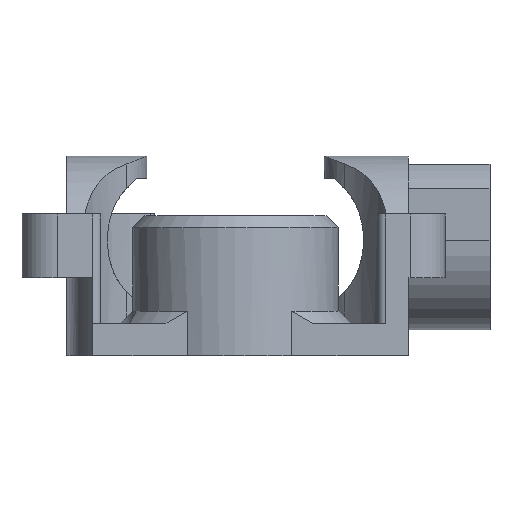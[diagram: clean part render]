
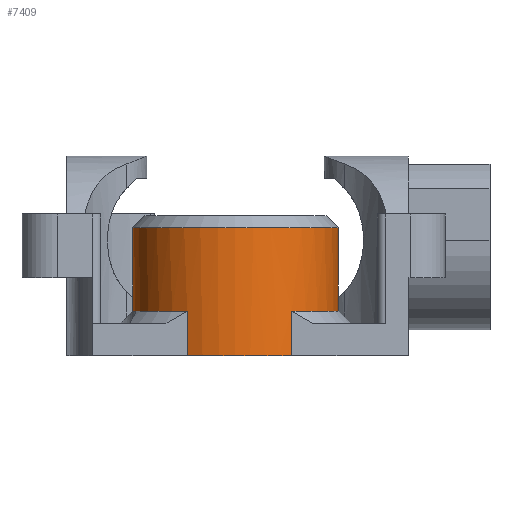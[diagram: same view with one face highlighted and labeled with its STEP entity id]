
A CAD part, left-side view. The second image highlights one B-rep face of the part: STEP entity #7409.
In plain terms, the highlighted cylindrical face has radius 12.6 mm (diameter 25.2 mm), a full revolution.
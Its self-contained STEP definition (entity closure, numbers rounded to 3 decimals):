
#723=CYLINDRICAL_SURFACE('',#7693,12.6);
#1194=FACE_OUTER_BOUND('',#1630,.T.);
#1630=EDGE_LOOP('',(#6340,#6341,#6342,#6343,#6344,#6345,#6346,#6347,#6348,
#6349));
#2114=LINE('',#14037,#2609);
#2115=LINE('',#14039,#2610);
#2116=LINE('',#14043,#2611);
#2609=VECTOR('',#8520,12.6);
#2610=VECTOR('',#8521,10.);
#2611=VECTOR('',#8526,10.);
#2800=CIRCLE('',#7649,12.6);
#2801=CIRCLE('',#7650,12.6);
#2827=CIRCLE('',#7691,12.6);
#2829=CIRCLE('',#7694,12.6);
#2830=CIRCLE('',#7695,12.6);
#2831=CIRCLE('',#7696,12.6);
#3428=VERTEX_POINT('',#13907);
#3440=VERTEX_POINT('',#13931);
#3441=VERTEX_POINT('',#13933);
#3472=VERTEX_POINT('',#14018);
#3473=VERTEX_POINT('',#14022);
#3475=VERTEX_POINT('',#14035);
#3476=VERTEX_POINT('',#14038);
#3477=VERTEX_POINT('',#14040);
#4429=EDGE_CURVE('',#3441,#3440,#2800,.T.);
#4430=EDGE_CURVE('',#3428,#3441,#2801,.T.);
#4469=EDGE_CURVE('',#3472,#3473,#2827,.T.);
#4472=EDGE_CURVE('',#3475,#3475,#2829,.T.);
#4473=EDGE_CURVE('',#3475,#3441,#2114,.T.);
#4474=EDGE_CURVE('',#3440,#3476,#2115,.T.);
#4475=EDGE_CURVE('',#3477,#3476,#2830,.T.);
#4476=EDGE_CURVE('',#3473,#3477,#2831,.T.);
#4477=EDGE_CURVE('',#3472,#3428,#2116,.T.);
#6340=ORIENTED_EDGE('',*,*,#4472,.F.);
#6341=ORIENTED_EDGE('',*,*,#4473,.T.);
#6342=ORIENTED_EDGE('',*,*,#4429,.T.);
#6343=ORIENTED_EDGE('',*,*,#4474,.T.);
#6344=ORIENTED_EDGE('',*,*,#4475,.F.);
#6345=ORIENTED_EDGE('',*,*,#4476,.F.);
#6346=ORIENTED_EDGE('',*,*,#4469,.F.);
#6347=ORIENTED_EDGE('',*,*,#4477,.T.);
#6348=ORIENTED_EDGE('',*,*,#4430,.T.);
#6349=ORIENTED_EDGE('',*,*,#4473,.F.);
#7409=ADVANCED_FACE('',(#1194),#723,.T.);
#7649=AXIS2_PLACEMENT_3D('',#13934,#8416,#8417);
#7650=AXIS2_PLACEMENT_3D('',#13935,#8418,#8419);
#7691=AXIS2_PLACEMENT_3D('',#14023,#8512,#8513);
#7693=AXIS2_PLACEMENT_3D('',#14034,#8516,#8517);
#7694=AXIS2_PLACEMENT_3D('',#14036,#8518,#8519);
#7695=AXIS2_PLACEMENT_3D('',#14041,#8522,#8523);
#7696=AXIS2_PLACEMENT_3D('',#14042,#8524,#8525);
#8416=DIRECTION('center_axis',(0.,0.,1.));
#8417=DIRECTION('ref_axis',(1.,0.,0.));
#8418=DIRECTION('center_axis',(0.,0.,1.));
#8419=DIRECTION('ref_axis',(1.,0.,0.));
#8512=DIRECTION('center_axis',(0.,0.,-1.));
#8513=DIRECTION('ref_axis',(-1.,0.,0.));
#8516=DIRECTION('center_axis',(0.,0.,1.));
#8517=DIRECTION('ref_axis',(1.,0.,0.));
#8518=DIRECTION('center_axis',(0.,0.,1.));
#8519=DIRECTION('ref_axis',(1.,0.,0.));
#8520=DIRECTION('',(0.,0.,-1.));
#8521=DIRECTION('',(0.,0.,1.));
#8522=DIRECTION('center_axis',(0.,0.,-1.));
#8523=DIRECTION('ref_axis',(-1.,0.,0.));
#8524=DIRECTION('center_axis',(0.,0.,-1.));
#8525=DIRECTION('ref_axis',(1.,0.,0.));
#8526=DIRECTION('',(0.,0.,-1.));
#13907=CARTESIAN_POINT('',(-31.12,5.925,0.));
#13931=CARTESIAN_POINT('',(-30.545,-6.896,0.));
#13933=CARTESIAN_POINT('',(-32.6,0.,0.));
#13934=CARTESIAN_POINT('Origin',(-20.,0.,0.));
#13935=CARTESIAN_POINT('Origin',(-20.,0.,0.));
#14018=CARTESIAN_POINT('',(-31.12,5.925,5.5));
#14022=CARTESIAN_POINT('',(-22.62,12.325,5.5));
#14023=CARTESIAN_POINT('Origin',(-20.,0.,5.5));
#14034=CARTESIAN_POINT('Origin',(-20.,0.,0.));
#14035=CARTESIAN_POINT('',(-32.6,0.,15.7));
#14036=CARTESIAN_POINT('Origin',(-20.,0.,15.7));
#14037=CARTESIAN_POINT('',(-32.6,0.,0.));
#14038=CARTESIAN_POINT('',(-30.545,-6.896,5.5));
#14039=CARTESIAN_POINT('',(-30.545,-6.896,0.));
#14040=CARTESIAN_POINT('',(-17.38,-12.325,5.5));
#14041=CARTESIAN_POINT('Origin',(-20.,0.,5.5));
#14042=CARTESIAN_POINT('Origin',(-20.,0.,5.5));
#14043=CARTESIAN_POINT('',(-31.12,5.925,0.));
